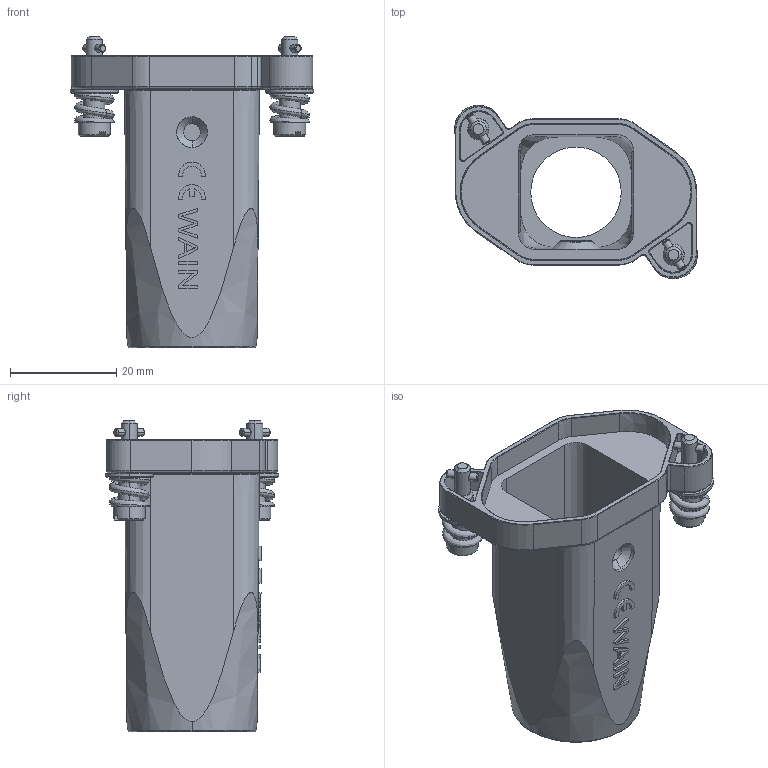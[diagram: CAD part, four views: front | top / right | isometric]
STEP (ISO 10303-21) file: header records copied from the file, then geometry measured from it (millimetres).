
FILE_DESCRIPTION(/* description */ (''),/* implementation_level */ '2;1');
FILE_NAME(/* name */ '3D_1130034401009_HP3A_H-TE-2T-PG13.5_V1.1.STP',/* time_stamp */ '2023-12-12T18:05:01+08:00',/* author */ (''),/* organization */ (''),/* preprocessor_version */ 'ST-DEVELOPER v18.1',/* originating_system */ 'SIEMENS PLM Software NX 1980',/* authorisation */ '');
FILE_SCHEMA (('AP203_CONFIGURATION_CONTROLLED_3D_DESIGN_OF_MECHANICAL_PARTS_AND_ASSEMBLIES_MIM_LF { 1 0 10303 403 2 1 2}'));
Length unit declared in the file: millimetre
Products named in the file (1): temp
Bounding box: 45.73 x 32.63 x 58.5 mm (x, y, z)
Volume: 11527.5 mm3; surface area: 12286.1 mm2
Topology: 7 solids, 19 shells, 399 faces, 934 edges, 589 vertices
Faces by surface type: plane 150, cylinder 112, torus 50, cone 49, bspline 16, sphere 14, extrusion 8
Entity records: 16682 total; most frequent: CARTESIAN_POINT 8065, ORIENTED_EDGE 1868, DIRECTION 1541, EDGE_CURVE 934, AXIS2_PLACEMENT_3D 597, VERTEX_POINT 589, EDGE_LOOP 425, ADVANCED_FACE 399
